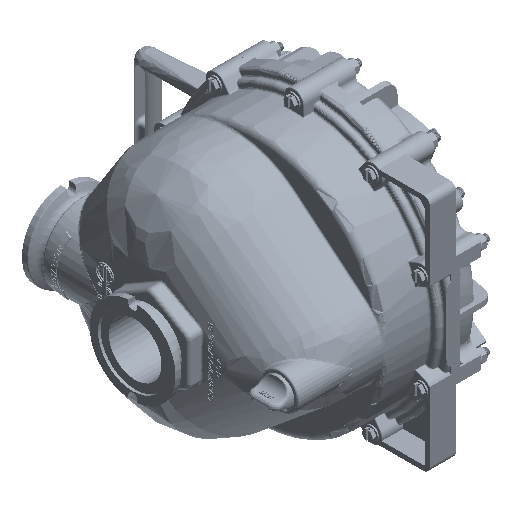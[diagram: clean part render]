
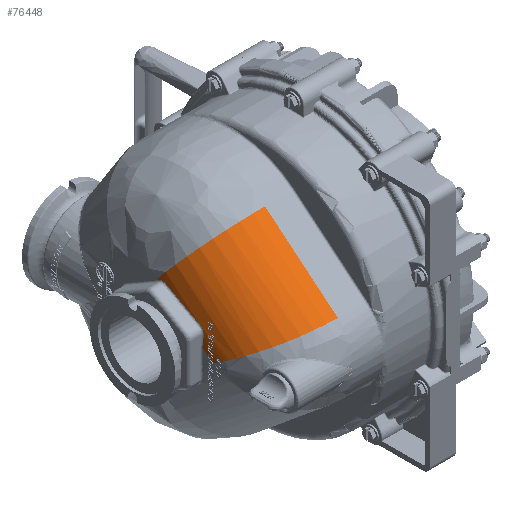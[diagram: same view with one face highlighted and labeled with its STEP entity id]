
A CAD part, isometric view. The second image highlights one B-rep face of the part: STEP entity #76448.
In plain terms, the highlighted cylindrical face has radius 63.5 mm (diameter 127 mm), a partial arc.
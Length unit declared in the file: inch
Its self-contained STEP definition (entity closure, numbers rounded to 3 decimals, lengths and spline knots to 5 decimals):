
#647=ELLIPSE('',#82627,15.30118,2.5);
#648=ELLIPSE('',#82631,3.27767,2.5);
#655=ELLIPSE('',#82657,2.67469,2.5);
#687=ELLIPSE('',#82952,2.64691,2.5);
#688=ELLIPSE('',#82953,2.64691,2.5);
#689=ELLIPSE('',#82954,2.64691,2.5);
#3257=CYLINDRICAL_SURFACE('',#82955,2.5);
#5648=CIRCLE('',#82956,2.5);
#11020=FACE_OUTER_BOUND('',#15595,.T.);
#15595=EDGE_LOOP('',(#62683,#62684,#62685,#62686,#62687,#62688,#62689,#62690,
#62691,#62692,#62693,#62694,#62695,#62696,#62697,#62698,#62699));
#19297=B_SPLINE_CURVE_WITH_KNOTS('',3,(#136499,#136500,#136501,#136502,
#136503),.UNSPECIFIED.,.F.,.F.,(4,1,4),(-0.8229,-0.47125,
-0.00238),.UNSPECIFIED.);
#19298=B_SPLINE_CURVE_WITH_KNOTS('',3,(#136532,#136533,#136534,#136535,
#136536),.UNSPECIFIED.,.F.,.F.,(4,1,4),(-0.82196,-0.35227,
0.),.UNSPECIFIED.);
#22448=LINE('',#131736,#27567);
#22449=LINE('',#131747,#27568);
#22476=LINE('',#131938,#27595);
#22506=LINE('',#132276,#27625);
#22507=LINE('',#132278,#27626);
#22508=LINE('',#132280,#27627);
#22991=LINE('',#133452,#28110);
#23451=LINE('',#138617,#28570);
#27567=VECTOR('',#93784,0.3937);
#27568=VECTOR('',#93785,0.3937);
#27595=VECTOR('',#93828,0.3937);
#27625=VECTOR('',#93870,0.3937);
#27626=VECTOR('',#93873,0.3937);
#27627=VECTOR('',#93874,0.3937);
#28110=VECTOR('',#94881,0.3937);
#28570=VECTOR('',#96619,0.3937);
#34016=VERTEX_POINT('',#131733);
#34017=VERTEX_POINT('',#131735);
#34019=VERTEX_POINT('',#131741);
#34020=VERTEX_POINT('',#131746);
#34046=VERTEX_POINT('',#131936);
#34047=VERTEX_POINT('',#131937);
#34088=VERTEX_POINT('',#132279);
#34510=VERTEX_POINT('',#133449);
#34511=VERTEX_POINT('',#133451);
#34829=VERTEX_POINT('',#136458);
#34832=VERTEX_POINT('',#136463);
#34833=VERTEX_POINT('',#136491);
#34836=VERTEX_POINT('',#136530);
#34902=VERTEX_POINT('',#137343);
#35079=VERTEX_POINT('',#138610);
#35080=VERTEX_POINT('',#138612);
#35081=VERTEX_POINT('',#138616);
#43193=EDGE_CURVE('',#34017,#34016,#22448,.T.);
#43196=EDGE_CURVE('',#34020,#34019,#22449,.T.);
#43240=EDGE_CURVE('',#34046,#34047,#22476,.T.);
#43304=EDGE_CURVE('',#34019,#34017,#22506,.T.);
#43305=EDGE_CURVE('',#34047,#34020,#22507,.T.);
#43306=EDGE_CURVE('',#34088,#34046,#22508,.T.);
#43890=EDGE_CURVE('',#34511,#34510,#22991,.T.);
#44401=EDGE_CURVE('',#34832,#34829,#647,.T.);
#44404=EDGE_CURVE('',#34829,#34833,#19297,.T.);
#44406=EDGE_CURVE('',#34836,#34832,#19298,.T.);
#44409=EDGE_CURVE('',#34088,#34836,#648,.T.);
#44437=EDGE_CURVE('',#34833,#34510,#655,.T.);
#44845=EDGE_CURVE('',#34902,#35079,#687,.T.);
#44846=EDGE_CURVE('',#35079,#35080,#688,.T.);
#44847=EDGE_CURVE('',#35080,#34016,#689,.T.);
#44848=EDGE_CURVE('',#34902,#35081,#23451,.T.);
#44849=EDGE_CURVE('',#34511,#35081,#5648,.T.);
#62683=ORIENTED_EDGE('',*,*,#44409,.F.);
#62684=ORIENTED_EDGE('',*,*,#43306,.T.);
#62685=ORIENTED_EDGE('',*,*,#43240,.T.);
#62686=ORIENTED_EDGE('',*,*,#43305,.T.);
#62687=ORIENTED_EDGE('',*,*,#43196,.T.);
#62688=ORIENTED_EDGE('',*,*,#43304,.T.);
#62689=ORIENTED_EDGE('',*,*,#43193,.T.);
#62690=ORIENTED_EDGE('',*,*,#44847,.F.);
#62691=ORIENTED_EDGE('',*,*,#44846,.F.);
#62692=ORIENTED_EDGE('',*,*,#44845,.F.);
#62693=ORIENTED_EDGE('',*,*,#44848,.T.);
#62694=ORIENTED_EDGE('',*,*,#44849,.F.);
#62695=ORIENTED_EDGE('',*,*,#43890,.T.);
#62696=ORIENTED_EDGE('',*,*,#44437,.F.);
#62697=ORIENTED_EDGE('',*,*,#44404,.F.);
#62698=ORIENTED_EDGE('',*,*,#44401,.F.);
#62699=ORIENTED_EDGE('',*,*,#44406,.F.);
#76448=ADVANCED_FACE('',(#11020),#3257,.T.);
#82627=AXIS2_PLACEMENT_3D('',#136465,#95763,#95764);
#82631=AXIS2_PLACEMENT_3D('',#136564,#95771,#95772);
#82657=AXIS2_PLACEMENT_3D('',#136739,#95827,#95828);
#82952=AXIS2_PLACEMENT_3D('',#138611,#96611,#96612);
#82953=AXIS2_PLACEMENT_3D('',#138613,#96613,#96614);
#82954=AXIS2_PLACEMENT_3D('',#138614,#96615,#96616);
#82955=AXIS2_PLACEMENT_3D('',#138615,#96617,#96618);
#82956=AXIS2_PLACEMENT_3D('',#138618,#96620,#96621);
#93784=DIRECTION('',(0.638,-0.77,0.));
#93785=DIRECTION('',(0.638,-0.77,0.));
#93828=DIRECTION('',(0.638,-0.77,0.));
#93870=DIRECTION('',(0.638,-0.77,0.));
#93873=DIRECTION('',(0.638,-0.77,0.));
#93874=DIRECTION('',(0.638,-0.77,0.));
#94881=DIRECTION('',(0.638,-0.77,0.));
#95763=DIRECTION('center_axis',(0.864,0.503,0.));
#95764=DIRECTION('ref_axis',(0.503,-0.864,0.));
#95771=DIRECTION('center_axis',(0.012,1.,0.));
#95772=DIRECTION('ref_axis',(-1.,0.012,0.));
#95827=DIRECTION('center_axis',(0.87,-0.493,0.));
#95828=DIRECTION('ref_axis',(-0.493,-0.87,0.));
#96611=DIRECTION('center_axis',(0.855,-0.518,0.));
#96612=DIRECTION('ref_axis',(-0.518,-0.855,0.));
#96613=DIRECTION('center_axis',(0.855,-0.518,0.));
#96614=DIRECTION('ref_axis',(-0.518,-0.855,0.));
#96615=DIRECTION('center_axis',(0.855,-0.518,0.));
#96616=DIRECTION('ref_axis',(-0.518,-0.855,0.));
#96617=DIRECTION('center_axis',(0.638,-0.77,0.));
#96618=DIRECTION('ref_axis',(-0.545,-0.451,-0.707));
#96619=DIRECTION('',(-0.638,0.77,0.));
#96620=DIRECTION('center_axis',(-0.638,0.77,0.));
#96621=DIRECTION('ref_axis',(0.,0.,-1.));
#131733=CARTESIAN_POINT('',(0.,-1.91105,-6.));
#131735=CARTESIAN_POINT('',(-0.00374,-1.90653,-6.));
#131736=CARTESIAN_POINT('',(-0.26683,-1.58879,-6.));
#131741=CARTESIAN_POINT('',(-0.0267,-1.8788,-6.));
#131746=CARTESIAN_POINT('',(-0.05805,-1.84094,-6.));
#131747=CARTESIAN_POINT('',(-0.26683,-1.58879,-6.));
#131936=CARTESIAN_POINT('',(-0.13497,-1.74804,-6.));
#131937=CARTESIAN_POINT('',(-0.07889,-1.81577,-6.));
#131938=CARTESIAN_POINT('',(-0.26683,-1.58879,-6.));
#132276=CARTESIAN_POINT('',(-0.26683,-1.58879,-6.));
#132278=CARTESIAN_POINT('',(-0.26683,-1.58879,-6.));
#132279=CARTESIAN_POINT('',(-0.29067,-1.56,-6.));
#132280=CARTESIAN_POINT('',(-0.26683,-1.58879,-6.));
#133449=CARTESIAN_POINT('',(-1.71138,0.15581,-6.));
#133451=CARTESIAN_POINT('',(-1.73593,0.18546,-6.));
#133452=CARTESIAN_POINT('',(-0.26683,-1.58879,-6.));
#136458=CARTESIAN_POINT('',(-1.70826,-0.15203,-5.99247));
#136463=CARTESIAN_POINT('',(-0.98221,-1.39842,-5.96281));
#136465=CARTESIAN_POINT('Origin',(-2.3057,0.87359,-3.5));
#136491=CARTESIAN_POINT('',(-1.71183,0.15501,-6.));
#136499=CARTESIAN_POINT('Ctrl Pts',(-1.70826,-0.15203,
-5.99247));
#136500=CARTESIAN_POINT('Ctrl Pts',(-1.73147,-0.11218,
-5.99305));
#136501=CARTESIAN_POINT('Ctrl Pts',(-1.76518,-0.00651,
-5.99637));
#136502=CARTESIAN_POINT('Ctrl Pts',(-1.74156,0.10257,
-5.99998));
#136503=CARTESIAN_POINT('Ctrl Pts',(-1.71183,0.15501,
-6.));
#136530=CARTESIAN_POINT('',(-0.71569,-1.55504,-5.97889));
#136532=CARTESIAN_POINT('Ctrl Pts',(-0.71569,-1.55504,
-5.97889));
#136533=CARTESIAN_POINT('Ctrl Pts',(-0.77617,-1.55433,
-5.97286));
#136534=CARTESIAN_POINT('Ctrl Pts',(-0.88317,-1.5203,
-5.96266));
#136535=CARTESIAN_POINT('Ctrl Pts',(-0.95897,-1.43833,
-5.9615));
#136536=CARTESIAN_POINT('Ctrl Pts',(-0.98221,-1.39842,
-5.96281));
#136564=CARTESIAN_POINT('Origin',(-0.29067,-1.56,-3.5));
#136739=CARTESIAN_POINT('Origin',(-1.71138,0.15581,-3.5));
#137343=CARTESIAN_POINT('',(-1.37102,-4.17521,-3.5));
#138610=CARTESIAN_POINT('',(-0.3502,-2.48938,-5.91707));
#138611=CARTESIAN_POINT('Origin',(0.,-1.91105,
-3.5));
#138612=CARTESIAN_POINT('',(-0.21264,-2.26221,-5.96975));
#138613=CARTESIAN_POINT('Origin',(0.,-1.91105,
-3.5));
#138614=CARTESIAN_POINT('Origin',(0.,-1.91105,
-3.5));
#138615=CARTESIAN_POINT('Origin',(-0.26683,-1.58879,
-3.5));
#138616=CARTESIAN_POINT('',(-3.66151,-1.40894,-3.5));
#138617=CARTESIAN_POINT('',(-2.19242,-3.18319,-3.5));
#138618=CARTESIAN_POINT('Origin',(-1.73593,0.18546,-3.5));
